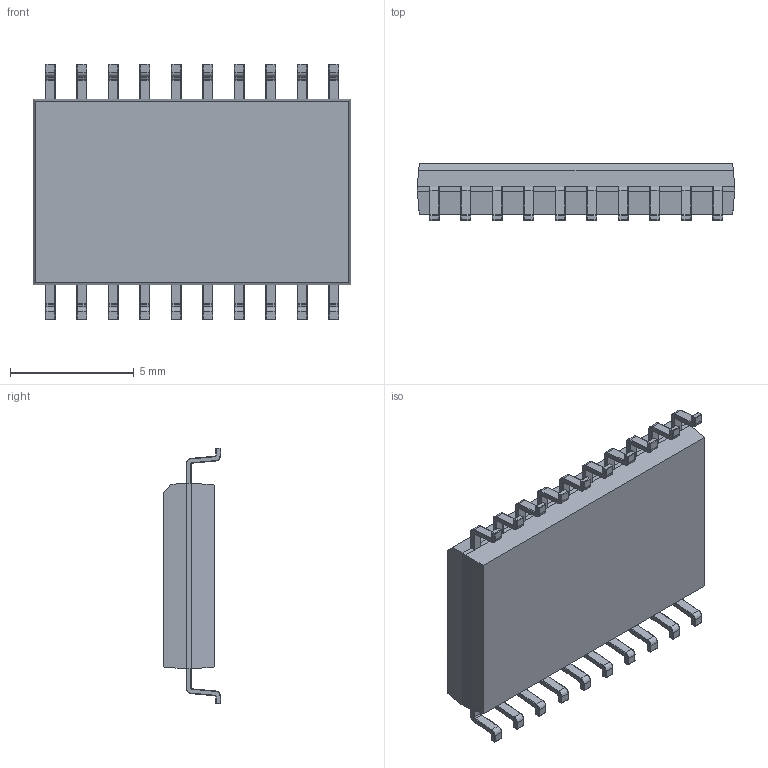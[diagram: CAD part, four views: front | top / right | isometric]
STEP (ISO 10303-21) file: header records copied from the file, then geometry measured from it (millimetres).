
FILE_DESCRIPTION (( 'STEP AP214' ), '1' );
FILE_NAME ('Package_SOIC-20_7.STEP', '2018-07-01T19:11:56', ( '' ), ( '' ), 'SwSTEP 2.0', 'SolidWorks 2018', '' );
FILE_SCHEMA (( 'AUTOMOTIVE_DESIGN' ));
Length unit declared in the file: millimetre
Products named in the file (1): Package_SOIC-20_7
Bounding box: 12.8 x 2.3 x 10.3 mm (x, y, z)
Volume: 203 mm3; surface area: 411 mm2
Topology: 11 solids, 11 shells, 758 faces, 1717 edges, 902 vertices
Faces by surface type: cylinder 362, torus 160, plane 156, sphere 80
Entity records: 20418 total; most frequent: DIRECTION 4039, CARTESIAN_POINT 3298, ORIENTED_EDGE 3274, AXIS2_PLACEMENT_3D 1643, EDGE_CURVE 1637, VERTEX_POINT 902, CIRCLE 884, EDGE_LOOP 759
